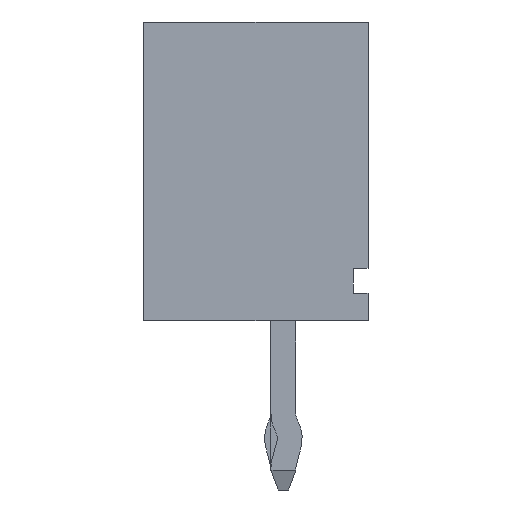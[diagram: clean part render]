
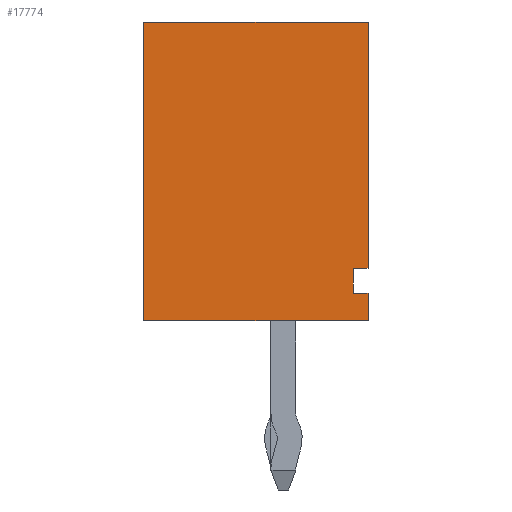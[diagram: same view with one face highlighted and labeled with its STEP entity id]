
A CAD part, left-side view. The second image highlights one B-rep face of the part: STEP entity #17774.
In plain terms, the highlighted planar face has unit normal (-1, 0, 0).
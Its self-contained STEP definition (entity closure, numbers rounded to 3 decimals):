
#31 = FACE_OUTER_BOUND ( 'NONE', #12643, .T. ) ;
#747 = VERTEX_POINT ( 'NONE', #6729 ) ;
#1135 = ORIENTED_EDGE ( 'NONE', *, *, #6668, .F. ) ;
#1439 = CARTESIAN_POINT ( 'NONE',  ( -4.95, 2.25, 6. ) ) ;
#2282 = ORIENTED_EDGE ( 'NONE', *, *, #11916, .T. ) ;
#2543 = CARTESIAN_POINT ( 'NONE',  ( -4.95, -1.95, 0.55 ) ) ;
#3014 = EDGE_CURVE ( 'NONE', #7560, #9787, #19107, .T. ) ;
#3103 = LINE ( 'NONE', #11849, #8834 ) ;
#3868 = ORIENTED_EDGE ( 'NONE', *, *, #8906, .F. ) ;
#4042 = VERTEX_POINT ( 'NONE', #11818 ) ;
#4091 = VERTEX_POINT ( 'NONE', #7779 ) ;
#4313 = LINE ( 'NONE', #9163, #7591 ) ;
#4432 = CARTESIAN_POINT ( 'NONE',  ( -4.95, -2.25, 0.55 ) ) ;
#4510 = EDGE_CURVE ( 'NONE', #4042, #12604, #5088, .T. ) ;
#5088 = LINE ( 'NONE', #8244, #5731 ) ;
#5470 = CARTESIAN_POINT ( 'NONE',  ( -4.95, -2.25, 1.05 ) ) ;
#5492 = CARTESIAN_POINT ( 'NONE',  ( -4.95, 2.25, 0. ) ) ;
#5593 = LINE ( 'NONE', #5492, #11982 ) ;
#5731 = VECTOR ( 'NONE', #11468, 1000. ) ;
#5807 = DIRECTION ( 'NONE',  ( 0., -1., 0. ) ) ;
#6195 = DIRECTION ( 'NONE',  ( 0., 1., 0. ) ) ;
#6305 = AXIS2_PLACEMENT_3D ( 'NONE', #20902, #9666, #6195 ) ;
#6668 = EDGE_CURVE ( 'NONE', #747, #20130, #3103, .T. ) ;
#6729 = CARTESIAN_POINT ( 'NONE',  ( -4.95, -2.25, 6. ) ) ;
#6735 = LINE ( 'NONE', #9029, #16744 ) ;
#6847 = EDGE_CURVE ( 'NONE', #7560, #747, #4313, .T. ) ;
#7560 = VERTEX_POINT ( 'NONE', #19512 ) ;
#7572 = EDGE_CURVE ( 'NONE', #15943, #4091, #6735, .T. ) ;
#7591 = VECTOR ( 'NONE', #10794, 1000. ) ;
#7679 = PLANE ( 'NONE',  #6305 ) ;
#7779 = CARTESIAN_POINT ( 'NONE',  ( -4.95, -2.25, 0. ) ) ;
#7818 = DIRECTION ( 'NONE',  ( 0., -1., 0. ) ) ;
#8244 = CARTESIAN_POINT ( 'NONE',  ( -4.95, -1.95, 1.05 ) ) ;
#8823 = DIRECTION ( 'NONE',  ( 0., 0., -1. ) ) ;
#8834 = VECTOR ( 'NONE', #11157, 1000. ) ;
#8906 = EDGE_CURVE ( 'NONE', #12604, #15943, #15251, .T. ) ;
#9029 = CARTESIAN_POINT ( 'NONE',  ( -4.95, -2.25, 6. ) ) ;
#9160 = EDGE_CURVE ( 'NONE', #9787, #4091, #5593, .T. ) ;
#9163 = CARTESIAN_POINT ( 'NONE',  ( -4.95, 2.25, 6. ) ) ;
#9300 = ORIENTED_EDGE ( 'NONE', *, *, #6847, .F. ) ;
#9666 = DIRECTION ( 'NONE',  ( 1., 0., 0. ) ) ;
#9787 = VERTEX_POINT ( 'NONE', #11395 ) ;
#10794 = DIRECTION ( 'NONE',  ( 0., -1., 0. ) ) ;
#10889 = VECTOR ( 'NONE', #18792, 1000. ) ;
#11118 = CARTESIAN_POINT ( 'NONE',  ( -4.95, -1.95, 1.05 ) ) ;
#11157 = DIRECTION ( 'NONE',  ( 0., 0., -1. ) ) ;
#11395 = CARTESIAN_POINT ( 'NONE',  ( -4.95, 2.25, 0. ) ) ;
#11468 = DIRECTION ( 'NONE',  ( 0., 0., -1. ) ) ;
#11818 = CARTESIAN_POINT ( 'NONE',  ( -4.95, -1.95, 1.05 ) ) ;
#11849 = CARTESIAN_POINT ( 'NONE',  ( -4.95, -2.25, 6. ) ) ;
#11916 = EDGE_CURVE ( 'NONE', #4042, #20130, #12891, .T. ) ;
#11982 = VECTOR ( 'NONE', #5807, 1000. ) ;
#12604 = VERTEX_POINT ( 'NONE', #2543 ) ;
#12643 = EDGE_LOOP ( 'NONE', ( #19228, #3868, #15015, #2282, #1135, #9300, #19374, #13663 ) ) ;
#12891 = LINE ( 'NONE', #11118, #14031 ) ;
#13545 = DIRECTION ( 'NONE',  ( 0., -1., 0. ) ) ;
#13663 = ORIENTED_EDGE ( 'NONE', *, *, #9160, .T. ) ;
#13964 = VECTOR ( 'NONE', #13545, 1000. ) ;
#14031 = VECTOR ( 'NONE', #7818, 1000. ) ;
#15015 = ORIENTED_EDGE ( 'NONE', *, *, #4510, .F. ) ;
#15251 = LINE ( 'NONE', #15456, #13964 ) ;
#15456 = CARTESIAN_POINT ( 'NONE',  ( -4.95, -1.95, 0.55 ) ) ;
#15943 = VERTEX_POINT ( 'NONE', #4432 ) ;
#16744 = VECTOR ( 'NONE', #8823, 1000. ) ;
#17774 = ADVANCED_FACE ( 'NONE', ( #31 ), #7679, .F. ) ;
#18792 = DIRECTION ( 'NONE',  ( 0., 0., -1. ) ) ;
#19107 = LINE ( 'NONE', #1439, #10889 ) ;
#19228 = ORIENTED_EDGE ( 'NONE', *, *, #7572, .F. ) ;
#19374 = ORIENTED_EDGE ( 'NONE', *, *, #3014, .T. ) ;
#19512 = CARTESIAN_POINT ( 'NONE',  ( -4.95, 2.25, 6. ) ) ;
#20130 = VERTEX_POINT ( 'NONE', #5470 ) ;
#20902 = CARTESIAN_POINT ( 'NONE',  ( -4.95, 2.25, 6. ) ) ;
